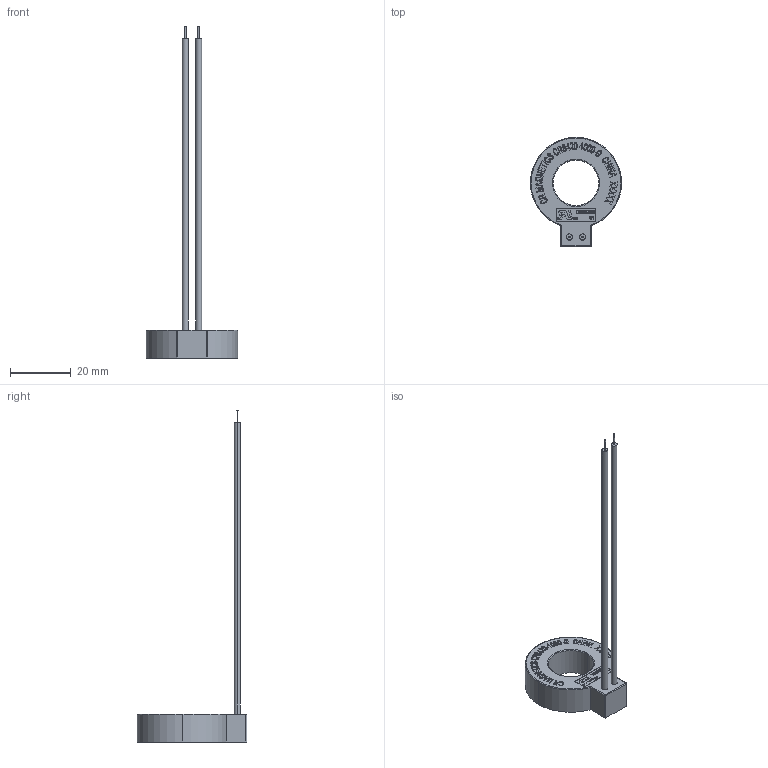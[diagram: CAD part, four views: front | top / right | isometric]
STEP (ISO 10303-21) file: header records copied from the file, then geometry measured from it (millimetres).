
FILE_DESCRIPTION (( 'STEP AP203' ), '1' );
FILE_NAME ('CR8420-1000-G.STEP', '2023-08-08T17:50:16', ( '' ), ( '' ), 'SwSTEP 2.0', 'SolidWorks 2022', '' );
FILE_SCHEMA (( 'CONFIG_CONTROL_DESIGN' ));
Length unit declared in the file: millimetre
Products named in the file (1): CR8420-1000-G
Bounding box: 30 x 36 x 109.2 mm (x, y, z)
Volume: 5928.2 mm3; surface area: 3822.8 mm2
Topology: 1 solids, 1 shells, 694 faces, 1854 edges, 1228 vertices
Faces by surface type: plane 382, bspline 265, cylinder 35, torus 10, sphere 2
Entity records: 36122 total; most frequent: CARTESIAN_POINT 20490, ORIENTED_EDGE 3700, DIRECTION 2261, EDGE_CURVE 1850, LINE 1231, VECTOR 1231, VERTEX_POINT 1228, EDGE_LOOP 766
